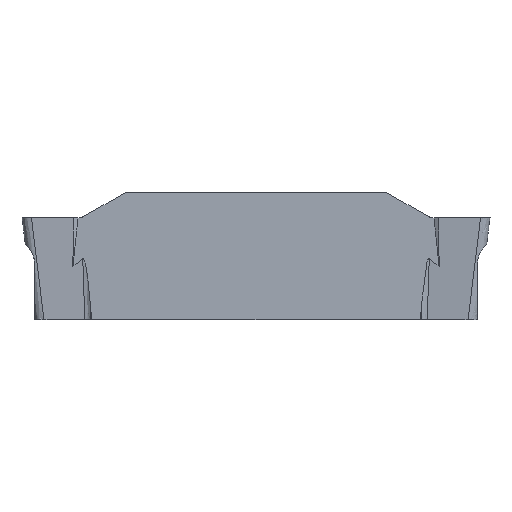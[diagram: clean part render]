
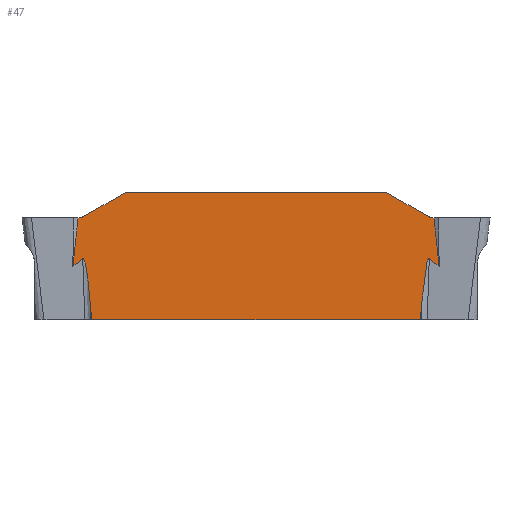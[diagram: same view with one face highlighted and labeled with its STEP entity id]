
A CAD part, left-side view. The second image highlights one B-rep face of the part: STEP entity #47.
In plain terms, the highlighted planar face has unit normal (-1, 0, 0).
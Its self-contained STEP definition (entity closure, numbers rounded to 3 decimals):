
#47=ADVANCED_FACE('SIDE_IB_1_SU5',(#111),#85,.F.);
#85=PLANE('',#784);
#111=FACE_OUTER_BOUND('',#149,.T.);
#149=EDGE_LOOP('',(#223,#224,#225,#226,#227,#228,#229,#230,#231,#232,#233,
#234,#235,#236,#237,#238));
#187=CIRCLE('',#782,0.25);
#188=CIRCLE('',#783,0.25);
#191=B_SPLINE_CURVE_WITH_KNOTS('',3,(#979,#980,#981,#982,#983,#984,#985,
#986,#987,#988,#989,#990,#991,#992,#993,#994,#995,#996,#997,#998,#999,#1000,
#1001,#1002,#1003,#1004,#1005,#1006),.UNSPECIFIED.,.F.,.F.,(4,3,3,3,3,3,
3,3,3,4),(0.,0.004,0.008,0.011,
0.016,0.024,0.052,0.187,
0.723,1.),.UNSPECIFIED.);
#192=B_SPLINE_CURVE_WITH_KNOTS('',3,(#1014,#1015,#1016,#1017,#1018,#1019,
#1020,#1021,#1022,#1023,#1024,#1025,#1026,#1027,#1028,#1029,#1030,#1031,
#1032,#1033,#1034,#1035,#1036,#1037,#1038,#1039,#1040,#1041,#1042,#1043,
#1044,#1045,#1046,#1047,#1048,#1049,#1050,#1051,#1052,#1053,#1054,#1055,
#1056),.UNSPECIFIED.,.F.,.F.,(4,3,3,3,3,3,3,3,3,3,3,3,3,3,4),(0.,0.314,
0.647,0.814,0.881,0.921,
0.945,0.961,0.975,0.982,
0.987,0.991,0.994,0.998,
1.),.UNSPECIFIED.);
#223=ORIENTED_EDGE('',*,*,#511,.T.);
#224=ORIENTED_EDGE('',*,*,#512,.T.);
#225=ORIENTED_EDGE('',*,*,#513,.T.);
#226=ORIENTED_EDGE('',*,*,#514,.T.);
#227=ORIENTED_EDGE('',*,*,#515,.F.);
#228=ORIENTED_EDGE('',*,*,#516,.T.);
#229=ORIENTED_EDGE('',*,*,#517,.T.);
#230=ORIENTED_EDGE('',*,*,#518,.T.);
#231=ORIENTED_EDGE('',*,*,#519,.T.);
#232=ORIENTED_EDGE('',*,*,#520,.F.);
#233=ORIENTED_EDGE('',*,*,#521,.F.);
#234=ORIENTED_EDGE('',*,*,#522,.F.);
#235=ORIENTED_EDGE('',*,*,#523,.F.);
#236=ORIENTED_EDGE('',*,*,#524,.F.);
#237=ORIENTED_EDGE('',*,*,#525,.F.);
#238=ORIENTED_EDGE('',*,*,#526,.F.);
#439=VERTEX_POINT('',#975);
#440=VERTEX_POINT('',#976);
#441=VERTEX_POINT('',#978);
#442=VERTEX_POINT('',#1007);
#443=VERTEX_POINT('',#1009);
#444=VERTEX_POINT('',#1011);
#445=VERTEX_POINT('',#1013);
#446=VERTEX_POINT('',#1057);
#447=VERTEX_POINT('',#1059);
#448=VERTEX_POINT('',#1061);
#449=VERTEX_POINT('',#1063);
#450=VERTEX_POINT('',#1065);
#451=VERTEX_POINT('',#1067);
#452=VERTEX_POINT('',#1069);
#453=VERTEX_POINT('',#1071);
#454=VERTEX_POINT('',#1073);
#511=EDGE_CURVE('',#439,#440,#619,.T.);
#512=EDGE_CURVE('',#440,#441,#620,.T.);
#513=EDGE_CURVE('',#441,#442,#191,.T.);
#514=EDGE_CURVE('',#442,#443,#621,.T.);
#515=EDGE_CURVE('',#444,#443,#622,.T.);
#516=EDGE_CURVE('',#444,#445,#623,.T.);
#517=EDGE_CURVE('',#445,#446,#192,.T.);
#518=EDGE_CURVE('',#446,#447,#624,.T.);
#519=EDGE_CURVE('',#447,#448,#625,.T.);
#520=EDGE_CURVE('',#449,#448,#626,.T.);
#521=EDGE_CURVE('',#450,#449,#187,.T.);
#522=EDGE_CURVE('',#451,#450,#627,.T.);
#523=EDGE_CURVE('',#452,#451,#628,.T.);
#524=EDGE_CURVE('',#453,#452,#629,.T.);
#525=EDGE_CURVE('',#454,#453,#188,.T.);
#526=EDGE_CURVE('',#439,#454,#630,.T.);
#619=LINE('',#974,#679);
#620=LINE('',#977,#680);
#621=LINE('',#1008,#681);
#622=LINE('',#1010,#682);
#623=LINE('',#1012,#683);
#624=LINE('',#1058,#684);
#625=LINE('',#1060,#685);
#626=LINE('',#1062,#686);
#627=LINE('',#1066,#687);
#628=LINE('',#1068,#688);
#629=LINE('',#1070,#689);
#630=LINE('',#1074,#690);
#679=VECTOR('',#822,1.);
#680=VECTOR('',#823,1.);
#681=VECTOR('',#824,1.);
#682=VECTOR('',#825,1.);
#683=VECTOR('',#826,1.);
#684=VECTOR('',#827,1.);
#685=VECTOR('',#828,1.);
#686=VECTOR('',#829,1.);
#687=VECTOR('',#832,1.);
#688=VECTOR('',#833,1.);
#689=VECTOR('',#834,1.);
#690=VECTOR('',#837,1.);
#782=AXIS2_PLACEMENT_3D('',#1064,#830,#831);
#783=AXIS2_PLACEMENT_3D('',#1072,#835,#836);
#784=AXIS2_PLACEMENT_3D('',#1075,#838,#839);
#822=DIRECTION('',(0.,0.104,-0.995));
#823=DIRECTION('',(0.,-0.769,0.64));
#824=DIRECTION('',(0.,-0.087,-0.996));
#825=DIRECTION('',(0.,1.,0.));
#826=DIRECTION('',(0.,-0.087,0.996));
#827=DIRECTION('',(0.,-0.769,-0.64));
#828=DIRECTION('',(0.,0.104,0.995));
#829=DIRECTION('',(0.,-1.,0.));
#830=DIRECTION('',(-1.,0.,0.));
#831=DIRECTION('',(0.,0.,-1.));
#832=DIRECTION('',(0.,-0.866,-0.5));
#833=DIRECTION('',(0.,-1.,0.));
#834=DIRECTION('',(0.,-0.866,0.5));
#835=DIRECTION('',(-1.,0.,0.));
#836=DIRECTION('',(0.,0.,-1.));
#837=DIRECTION('',(0.,-1.,0.));
#838=DIRECTION('',(1.,0.,0.));
#839=DIRECTION('',(0.,0.,-1.));
#974=CARTESIAN_POINT('',(-1.,7.825,0.82));
#975=CARTESIAN_POINT('',(-1.,7.911,0.));
#976=CARTESIAN_POINT('',(-1.,8.14,-2.177));
#977=CARTESIAN_POINT('',(-1.,2.261,2.716));
#978=CARTESIAN_POINT('',(-1.,7.7,-1.811));
#979=CARTESIAN_POINT('',(-1.,7.7,-1.811));
#980=CARTESIAN_POINT('',(-1.,7.698,-1.809));
#981=CARTESIAN_POINT('',(-1.,7.696,-1.808));
#982=CARTESIAN_POINT('',(-1.,7.693,-1.807));
#983=CARTESIAN_POINT('',(-1.,7.691,-1.806));
#984=CARTESIAN_POINT('',(-1.,7.688,-1.805));
#985=CARTESIAN_POINT('',(-1.,7.686,-1.805));
#986=CARTESIAN_POINT('',(-1.,7.683,-1.805));
#987=CARTESIAN_POINT('',(-1.,7.681,-1.805));
#988=CARTESIAN_POINT('',(-1.,7.679,-1.806));
#989=CARTESIAN_POINT('',(-1.,7.676,-1.807));
#990=CARTESIAN_POINT('',(-1.,7.673,-1.808));
#991=CARTESIAN_POINT('',(-1.,7.671,-1.81));
#992=CARTESIAN_POINT('',(-1.,7.666,-1.813));
#993=CARTESIAN_POINT('',(-1.,7.663,-1.817));
#994=CARTESIAN_POINT('',(-1.,7.659,-1.821));
#995=CARTESIAN_POINT('',(-1.,7.648,-1.836));
#996=CARTESIAN_POINT('',(-1.,7.64,-1.853));
#997=CARTESIAN_POINT('',(-1.,7.633,-1.87));
#998=CARTESIAN_POINT('',(-1.,7.6,-1.951));
#999=CARTESIAN_POINT('',(-1.,7.582,-2.039));
#1000=CARTESIAN_POINT('',(-1.,7.565,-2.125));
#1001=CARTESIAN_POINT('',(-1.,7.497,-2.469));
#1002=CARTESIAN_POINT('',(-1.,7.46,-2.818));
#1003=CARTESIAN_POINT('',(-1.,7.425,-3.166));
#1004=CARTESIAN_POINT('',(-1.,7.406,-3.346));
#1005=CARTESIAN_POINT('',(-1.,7.389,-3.526));
#1006=CARTESIAN_POINT('',(-1.,7.373,-3.706));
#1007=CARTESIAN_POINT('',(-1.,7.373,-3.706));
#1008=CARTESIAN_POINT('',(-1.,7.639,-0.668));
#1009=CARTESIAN_POINT('',(-1.,7.3,-4.54));
#1010=CARTESIAN_POINT('',(-1.,0.,-4.54));
#1011=CARTESIAN_POINT('',(-1.,-7.3,-4.54));
#1012=CARTESIAN_POINT('',(-1.,-7.639,-0.668));
#1013=CARTESIAN_POINT('',(-1.,-7.373,-3.706));
#1014=CARTESIAN_POINT('',(-1.,-7.373,-3.706));
#1015=CARTESIAN_POINT('',(-1.,-7.391,-3.501));
#1016=CARTESIAN_POINT('',(-1.,-7.411,-3.297));
#1017=CARTESIAN_POINT('',(-1.,-7.432,-3.093));
#1018=CARTESIAN_POINT('',(-1.,-7.455,-2.877));
#1019=CARTESIAN_POINT('',(-1.,-7.48,-2.661));
#1020=CARTESIAN_POINT('',(-1.,-7.512,-2.446));
#1021=CARTESIAN_POINT('',(-1.,-7.527,-2.338));
#1022=CARTESIAN_POINT('',(-1.,-7.544,-2.23));
#1023=CARTESIAN_POINT('',(-1.,-7.566,-2.123));
#1024=CARTESIAN_POINT('',(-1.,-7.574,-2.08));
#1025=CARTESIAN_POINT('',(-1.,-7.584,-2.037));
#1026=CARTESIAN_POINT('',(-1.,-7.594,-1.994));
#1027=CARTESIAN_POINT('',(-1.,-7.601,-1.969));
#1028=CARTESIAN_POINT('',(-1.,-7.608,-1.943));
#1029=CARTESIAN_POINT('',(-1.,-7.616,-1.918));
#1030=CARTESIAN_POINT('',(-1.,-7.621,-1.903));
#1031=CARTESIAN_POINT('',(-1.,-7.626,-1.888));
#1032=CARTESIAN_POINT('',(-1.,-7.632,-1.873));
#1033=CARTESIAN_POINT('',(-1.,-7.635,-1.864));
#1034=CARTESIAN_POINT('',(-1.,-7.639,-1.855));
#1035=CARTESIAN_POINT('',(-1.,-7.644,-1.846));
#1036=CARTESIAN_POINT('',(-1.,-7.648,-1.838));
#1037=CARTESIAN_POINT('',(-1.,-7.653,-1.83));
#1038=CARTESIAN_POINT('',(-1.,-7.658,-1.822));
#1039=CARTESIAN_POINT('',(-1.,-7.661,-1.819));
#1040=CARTESIAN_POINT('',(-1.,-7.664,-1.815));
#1041=CARTESIAN_POINT('',(-1.,-7.668,-1.812));
#1042=CARTESIAN_POINT('',(-1.,-7.67,-1.81));
#1043=CARTESIAN_POINT('',(-1.,-7.673,-1.808));
#1044=CARTESIAN_POINT('',(-1.,-7.676,-1.807));
#1045=CARTESIAN_POINT('',(-1.,-7.678,-1.806));
#1046=CARTESIAN_POINT('',(-1.,-7.681,-1.805));
#1047=CARTESIAN_POINT('',(-1.,-7.683,-1.805));
#1048=CARTESIAN_POINT('',(-1.,-7.685,-1.805));
#1049=CARTESIAN_POINT('',(-1.,-7.688,-1.805));
#1050=CARTESIAN_POINT('',(-1.,-7.69,-1.805));
#1051=CARTESIAN_POINT('',(-1.,-7.692,-1.806));
#1052=CARTESIAN_POINT('',(-1.,-7.695,-1.807));
#1053=CARTESIAN_POINT('',(-1.,-7.697,-1.809));
#1054=CARTESIAN_POINT('',(-1.,-7.698,-1.809));
#1055=CARTESIAN_POINT('',(-1.,-7.699,-1.81));
#1056=CARTESIAN_POINT('',(-1.,-7.7,-1.811));
#1057=CARTESIAN_POINT('',(-1.,-7.7,-1.811));
#1058=CARTESIAN_POINT('',(-1.,-2.261,2.716));
#1059=CARTESIAN_POINT('',(-1.,-8.14,-2.177));
#1060=CARTESIAN_POINT('',(-1.,-7.825,0.82));
#1061=CARTESIAN_POINT('',(-1.,-7.911,0.));
#1062=CARTESIAN_POINT('',(-1.,0.,0.));
#1063=CARTESIAN_POINT('',(-1.,-7.816,0.));
#1064=CARTESIAN_POINT('',(-1.,-7.816,0.25));
#1065=CARTESIAN_POINT('',(-1.,-7.691,0.033));
#1066=CARTESIAN_POINT('',(-1.,-1.937,3.355));
#1067=CARTESIAN_POINT('',(-1.,-5.774,1.14));
#1068=CARTESIAN_POINT('',(-1.,0.,1.14));
#1069=CARTESIAN_POINT('',(-1.,5.774,1.14));
#1070=CARTESIAN_POINT('',(-1.,1.937,3.355));
#1071=CARTESIAN_POINT('',(-1.,7.691,0.033));
#1072=CARTESIAN_POINT('',(-1.,7.816,0.25));
#1073=CARTESIAN_POINT('',(-1.,7.816,0.));
#1074=CARTESIAN_POINT('',(-1.,0.,0.));
#1075=CARTESIAN_POINT('',(-1.,0.,0.));
